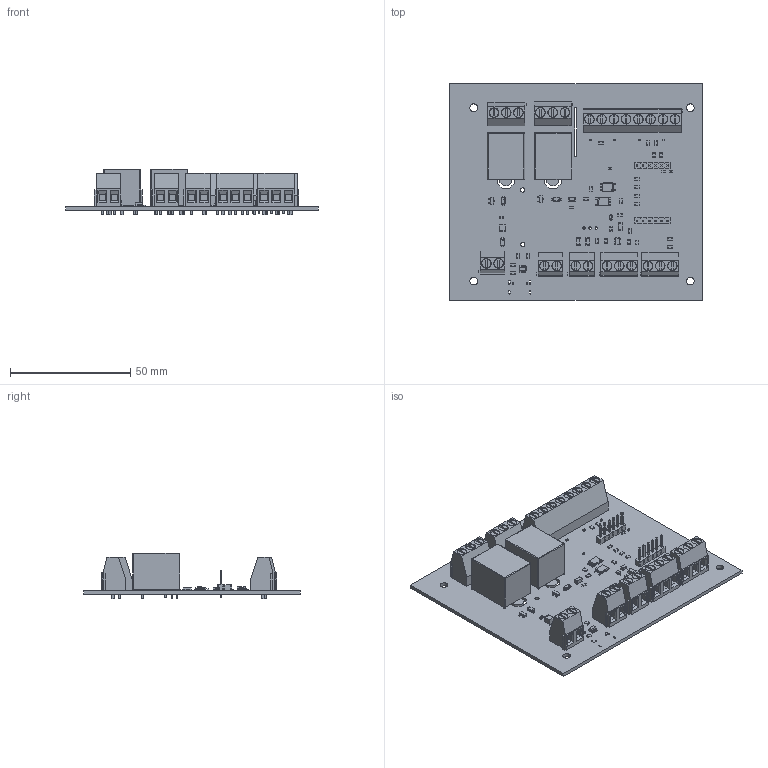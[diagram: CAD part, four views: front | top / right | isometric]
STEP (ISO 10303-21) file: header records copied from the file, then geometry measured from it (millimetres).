
FILE_DESCRIPTION(('KiCad electronic assembly'),'2;1');
FILE_NAME('watermeter.step','2025-06-12T10:35:41',('Pcbnew'),('Kicad'), 'Open CASCADE STEP processor 7.8','KiCad to STEP converter','Unknown' );
FILE_SCHEMA(('AUTOMOTIVE_DESIGN { 1 0 10303 214 1 1 1 1 }'));
Length unit declared in the file: millimetre
Products named in the file (24): watermeter 1; TSOT-23-5; R_0805_2012Metric; C_0805_2012Metric; Relay_SPDT_SANYOU_SRD_Series_Form_C; SOT-23; D_SOD-123; TerminalBlock_Phoenix_MKDS-1,5-3-5.08_1x03_P5.08mm_Horizontal; L_1206_3216Metric; C_1206_3216Metric; D_0805_2012Metric; C_0402_1005Metric; LED_0805_2012Metric; PinHeader_1x06_P2.54mm_Vertical; SO-5_4.4x3.6mm_P1.27mm; L_1210_3225Metric; D_0603_1608Metric; C_0603_1608Metric; SOT-23-6; L_0603_1608Metric; TerminalBlock_Phoenix_MKDS-1,5-8-5.08_1x08_P5.08mm_Horizontal; TerminalBlock_Phoenix_MKDS-1,5-2-5.08_1x02_P5.08mm_Horizontal; D_SOD-323; watermeter_PCB
Assembly tree (62 placements, depth 2):
  watermeter 1
    TSOT-23-5
    R_0805_2012Metric  x19
    C_0805_2012Metric  x2
    Relay_SPDT_SANYOU_SRD_Series_Form_C  x2
    SOT-23  x2
    D_SOD-123  x3
    TerminalBlock_Phoenix_MKDS-1,5-3-5.08_1x03_P5.08mm_Horizontal  x4
    L_1206_3216Metric
    C_1206_3216Metric  x3
    D_0805_2012Metric
    C_0402_1005Metric  x6
    LED_0805_2012Metric  x3
    PinHeader_1x06_P2.54mm_Vertical  x2
    SO-5_4.4x3.6mm_P1.27mm  x2
    L_1210_3225Metric
    D_0603_1608Metric
    C_0603_1608Metric
    SOT-23-6
    L_0603_1608Metric
    TerminalBlock_Phoenix_MKDS-1,5-8-5.08_1x08_P5.08mm_Horizontal
    TerminalBlock_Phoenix_MKDS-1,5-2-5.08_1x02_P5.08mm_Horizontal  x3
    D_SOD-323
    watermeter_PCB
Bounding box: 105 x 90 x 19.1 mm (x, y, z)
Volume: 36779.4 mm3; surface area: 40766.1 mm2
Topology: 62 solids, 62 shells, 3644 faces, 9207 edges, 5806 vertices
Faces by surface type: plane 2556, cylinder 701, bspline 379, sphere 8
Full cylindrical faces by diameter (mm): 0.2 x2, 0.6 x2, 1 x19, 1.3 x32, 1.8 x2, 3.2 x4, 3.8 x26, 4 x26
Entity records: 64244 total; most frequent: CARTESIAN_POINT 10113, ORIENTED_EDGE 8880, DIRECTION 8234, EDGE_CURVE 4440, LINE 3324, VECTOR 3324, VERTEX_POINT 2794, AXIS2_PLACEMENT_3D 2455
